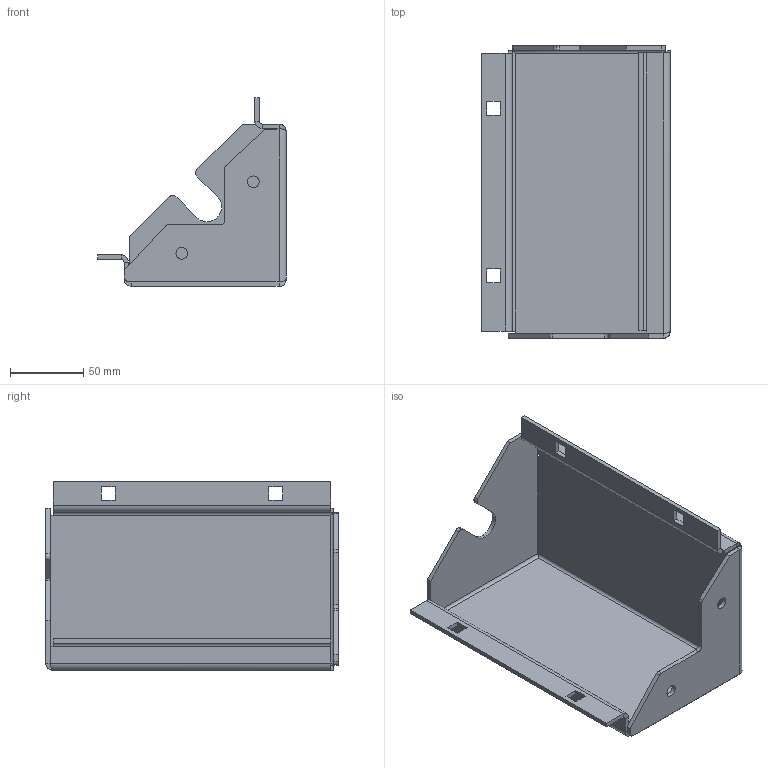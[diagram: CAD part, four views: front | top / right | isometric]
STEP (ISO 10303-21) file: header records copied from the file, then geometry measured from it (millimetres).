
FILE_DESCRIPTION (( 'STEP AP203' ), '1' );
FILE_NAME ('ÌÈ-2181.00.00.001 Óãîëîê öîêîëÿ.STEP', '2021-12-07T05:23:54', ( '' ), ( '' ), 'SwSTEP 2.0', 'SolidWorks 2021', '' );
FILE_SCHEMA (( 'CONFIG_CONTROL_DESIGN' ));
Length unit declared in the file: millimetre
Products named in the file (1): ÌÈ-2181.00.00.001 Óãîëîê öîêîëÿ
Bounding box: 129 x 200 x 129 mm (x, y, z)
Volume: 204729.3 mm3; surface area: 141241.4 mm2
Topology: 1 solids, 1 shells, 104 faces, 250 edges, 148 vertices
Faces by surface type: plane 68, cylinder 28, bspline 8
Entity records: 3787 total; most frequent: CARTESIAN_POINT 1343, ORIENTED_EDGE 500, DIRECTION 456, EDGE_CURVE 250, VECTOR 182, LINE 182, VERTEX_POINT 148, AXIS2_PLACEMENT_3D 137
